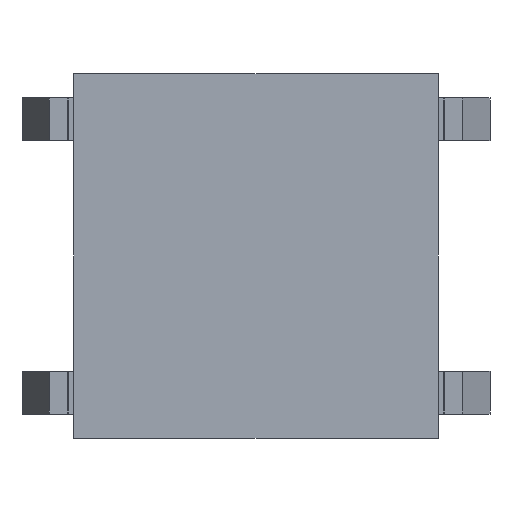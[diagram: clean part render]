
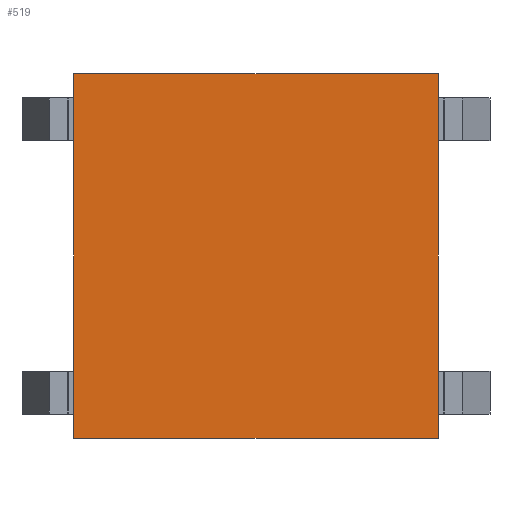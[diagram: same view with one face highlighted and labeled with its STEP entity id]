
A CAD part, front view. The second image highlights one B-rep face of the part: STEP entity #519.
In plain terms, the highlighted planar face has unit normal (0, -1, 0).
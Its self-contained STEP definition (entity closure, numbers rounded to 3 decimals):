
#27 = VERTEX_POINT ( 'NONE', #118 ) ;
#36 = EDGE_CURVE ( 'NONE', #3316, #3212, #144, .T. ) ;
#118 = CARTESIAN_POINT ( 'NONE',  ( -3., 0., -3. ) ) ;
#144 = LINE ( 'NONE', #145, #151 ) ;
#145 = CARTESIAN_POINT ( 'NONE',  ( -3., 0., 3. ) ) ;
#151 = VECTOR ( 'NONE', #152, 1000. ) ;
#152 = DIRECTION ( 'NONE',  ( 1., 0., 0. ) ) ;
#186 = EDGE_CURVE ( 'NONE', #27, #3028, #238, .T. ) ;
#238 = LINE ( 'NONE', #239, #244 ) ;
#239 = CARTESIAN_POINT ( 'NONE',  ( -3., 0., -3. ) ) ;
#244 = VECTOR ( 'NONE', #245, 1000. ) ;
#245 = DIRECTION ( 'NONE',  ( 1., 0., 0. ) ) ;
#314 = EDGE_LOOP ( 'NONE', ( #2863, #3066, #1825, #1090 ) ) ;
#373 = FACE_OUTER_BOUND ( 'NONE', #314, .T. ) ;
#378 = PLANE ( 'NONE',  #379 ) ;
#379 = AXIS2_PLACEMENT_3D ( 'NONE', #380, #381, #382 ) ;
#380 = CARTESIAN_POINT ( 'NONE',  ( -3., 0., 3. ) ) ;
#381 = DIRECTION ( 'NONE',  ( 0., 1., 0. ) ) ;
#382 = DIRECTION ( 'NONE',  ( -1., 0., 0. ) ) ;
#519 = ADVANCED_FACE ( 'NONE', ( #373 ), #378, .F. ) ;
#1090 = ORIENTED_EDGE ( 'NONE', *, *, #3053, .T. ) ;
#1136 = CARTESIAN_POINT ( 'NONE',  ( -3., 0., 3. ) ) ;
#1360 = CARTESIAN_POINT ( 'NONE',  ( 3., 0., -3. ) ) ;
#1472 = LINE ( 'NONE', #1473, #1474 ) ;
#1473 = CARTESIAN_POINT ( 'NONE',  ( -3., 0., 3. ) ) ;
#1474 = VECTOR ( 'NONE', #1475, 1000. ) ;
#1475 = DIRECTION ( 'NONE',  ( 0., 0., -1. ) ) ;
#1674 = LINE ( 'NONE', #1675, #1676 ) ;
#1675 = CARTESIAN_POINT ( 'NONE',  ( 3., 0., 3. ) ) ;
#1676 = VECTOR ( 'NONE', #1677, 1000. ) ;
#1677 = DIRECTION ( 'NONE',  ( 0., 0., -1. ) ) ;
#1825 = ORIENTED_EDGE ( 'NONE', *, *, #36, .F. ) ;
#2025 = CARTESIAN_POINT ( 'NONE',  ( 3., 0., 3. ) ) ;
#2863 = ORIENTED_EDGE ( 'NONE', *, *, #186, .T. ) ;
#3028 = VERTEX_POINT ( 'NONE', #1360 ) ;
#3053 = EDGE_CURVE ( 'NONE', #3316, #27, #1472, .T. ) ;
#3066 = ORIENTED_EDGE ( 'NONE', *, *, #3111, .F. ) ;
#3111 = EDGE_CURVE ( 'NONE', #3212, #3028, #1674, .T. ) ;
#3212 = VERTEX_POINT ( 'NONE', #2025 ) ;
#3316 = VERTEX_POINT ( 'NONE', #1136 ) ;
